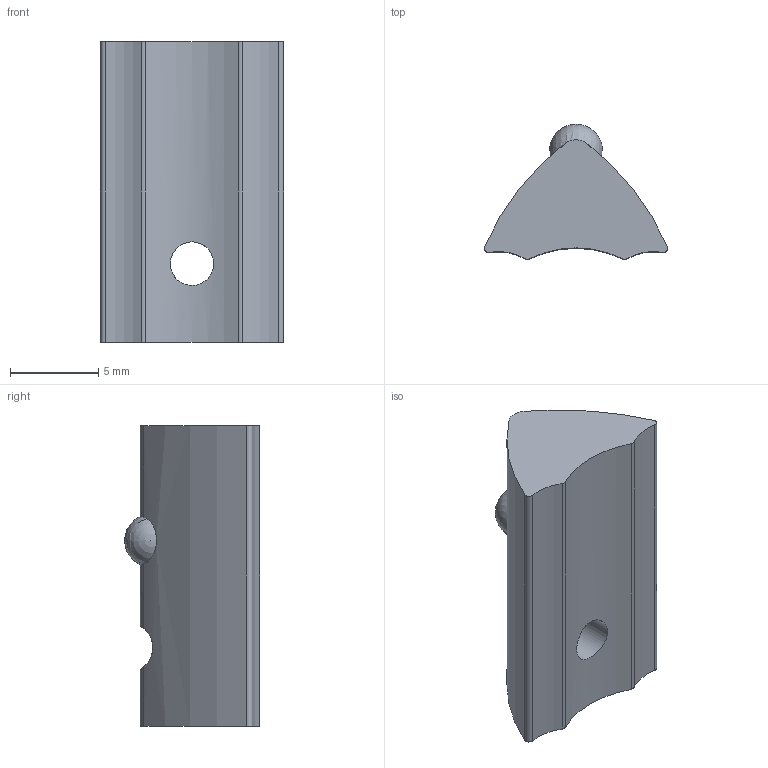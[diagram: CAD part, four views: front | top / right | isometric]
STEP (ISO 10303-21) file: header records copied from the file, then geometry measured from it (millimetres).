
FILE_DESCRIPTION(/* description */ ('CURSORE M3 10X17 CAVA6 CULLA CON SFERETTA'),/* implementation_level */ '2;1');
FILE_NAME(/* name */ 'CDDCU0000054.stp',/* time_stamp */ '2022-11-16T15:38:51+01:00',/* author */ ('tecnico7'),/* organization */ (''),/* preprocessor_version */ 'ST-DEVELOPER v18.1',/* originating_system */ 'Autodesk Inventor 2022',/* authorisation */ '');
FILE_SCHEMA (('AUTOMOTIVE_DESIGN { 1 0 10303 214 3 1 1 }'));
Length unit declared in the file: millimetre
Products named in the file (1): CDDCU0000054
Bounding box: 10.35 x 7.64 x 17 mm (x, y, z)
Volume: 688.7 mm3; surface area: 589.4 mm2
Topology: 1 solids, 1 shells, 16 faces, 51 edges, 35 vertices
Faces by surface type: cylinder 13, plane 2, sphere 1
Full cylindrical faces by diameter (mm): 2.459 x1
Entity records: 736 total; most frequent: CARTESIAN_POINT 236, ORIENTED_EDGE 98, DIRECTION 91, EDGE_CURVE 49, AXIS2_PLACEMENT_3D 38, VERTEX_POINT 35, CIRCLE 21, EDGE_LOOP 18
